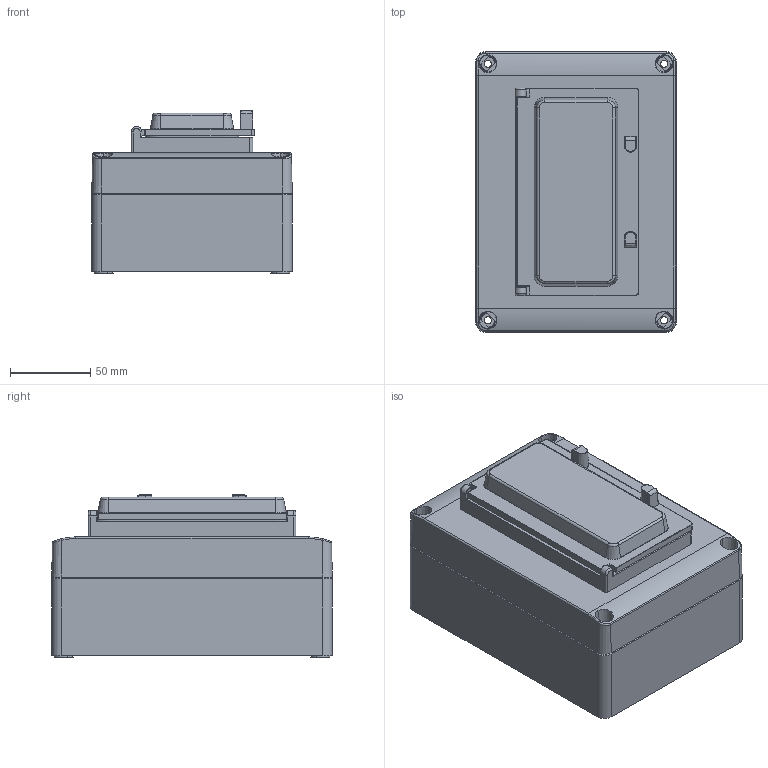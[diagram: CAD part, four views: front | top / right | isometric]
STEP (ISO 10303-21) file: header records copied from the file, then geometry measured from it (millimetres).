
FILE_DESCRIPTION((''),'2;1');
FILE_NAME('RABP131808G_6M_ASM','2009-03-13T',('pasi_koskela'),(''),'PRO/ENGINEER BY PARAMETRIC TECHNOLOGY CORPORATION, 2008250','PRO/ENGINEER BY PARAMETRIC TECHNOLOGY CORPORATION, 2008250','');
FILE_SCHEMA(('AUTOMOTIVE_DESIGN_CC2 { 1 2 10303 214 -1 1 5 2 }'));
Products named in the file (4): SABP131805B; SABG131803L_AF0; VMA6; RABP131808G_6M_ASM
Assembly tree (3 placements, depth 2):
  RABP131808G_6M_ASM
    SABP131805B
    SABG131803L_AF0
    VMA6
Bounding box: 125 x 175 x 101.3 mm (x, y, z)
Volume: 338729.9 mm3; surface area: 228883.1 mm2
Topology: 4 solids, 4 shells, 1601 faces, 3979 edges, 2466 vertices
Faces by surface type: plane 694, cylinder 408, cone 180, torus 166, bspline 126, sphere 27
Entity records: 70996 total; most frequent: CARTESIAN_POINT 23397, ORIENTED_EDGE 7942, DIRECTION 7400, EDGE_CURVE 3971, PRESENTATION_STYLE_ASSIGNMENT 3326, STYLED_ITEM 3301, CURVE_STYLE 3298, AXIS2_PLACEMENT_3D 2581
